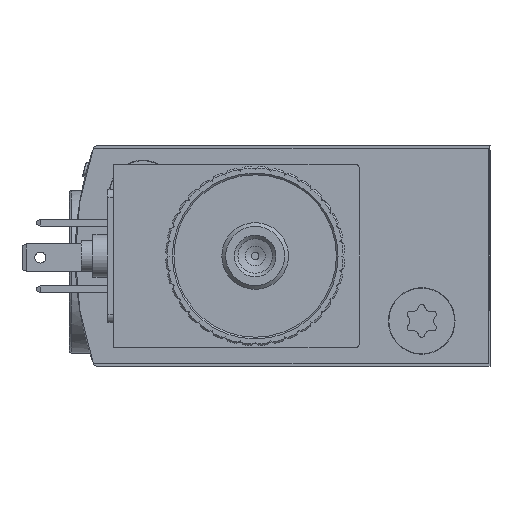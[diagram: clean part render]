
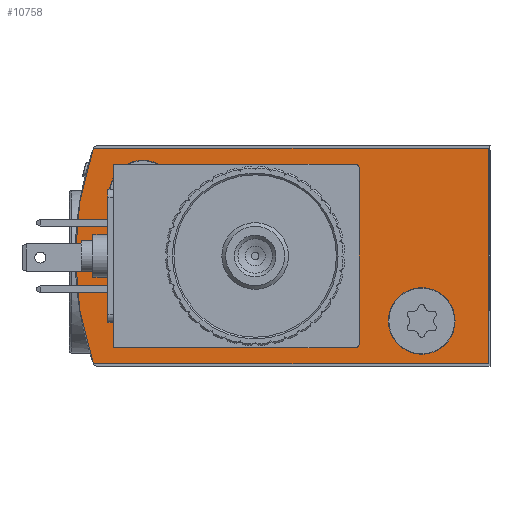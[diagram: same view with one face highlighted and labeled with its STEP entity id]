
A CAD part, left-side view. The second image highlights one B-rep face of the part: STEP entity #10758.
In plain terms, the highlighted planar face has unit normal (-1, 0, 0).
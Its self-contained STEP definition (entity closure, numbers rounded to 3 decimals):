
#797=LINE('',#18481,#1727);
#800=LINE('',#18489,#1730);
#803=LINE('',#18495,#1733);
#1727=VECTOR('',#15161,1000.);
#1730=VECTOR('',#15168,1000.);
#1733=VECTOR('',#15173,1000.);
#3345=ORIENTED_EDGE('',*,*,#5921,.F.);
#3346=ORIENTED_EDGE('',*,*,#5922,.T.);
#3347=ORIENTED_EDGE('',*,*,#5923,.T.);
#3348=ORIENTED_EDGE('',*,*,#5904,.F.);
#3349=ORIENTED_EDGE('',*,*,#5888,.F.);
#3350=ORIENTED_EDGE('',*,*,#5917,.F.);
#3351=ORIENTED_EDGE('',*,*,#5914,.F.);
#3352=ORIENTED_EDGE('',*,*,#5911,.F.);
#3353=ORIENTED_EDGE('',*,*,#5907,.F.);
#5888=EDGE_CURVE('',#7277,#7278,#8159,.T.);
#5904=EDGE_CURVE('',#7278,#7293,#8167,.T.);
#5907=EDGE_CURVE('',#7293,#7295,#797,.T.);
#5911=EDGE_CURVE('',#7295,#7298,#800,.T.);
#5914=EDGE_CURVE('',#7298,#7300,#803,.T.);
#5917=EDGE_CURVE('',#7300,#7277,#8170,.T.);
#5921=EDGE_CURVE('',#7304,#7304,#8174,.F.);
#5922=EDGE_CURVE('',#7305,#7305,#8175,.T.);
#5923=EDGE_CURVE('',#7306,#7306,#8176,.T.);
#7277=VERTEX_POINT('',#18443);
#7278=VERTEX_POINT('',#18444);
#7293=VERTEX_POINT('',#18476);
#7295=VERTEX_POINT('',#18482);
#7298=VERTEX_POINT('',#18490);
#7300=VERTEX_POINT('',#18496);
#7304=VERTEX_POINT('',#18510);
#7305=VERTEX_POINT('',#18512);
#7306=VERTEX_POINT('',#18514);
#8159=CIRCLE('',#13288,39.5);
#8167=CIRCLE('',#13297,0.2);
#8170=CIRCLE('',#13304,0.2);
#8174=CIRCLE('',#13310,5.);
#8175=CIRCLE('',#13311,4.);
#8176=CIRCLE('',#13312,4.);
#8762=EDGE_LOOP('',(#3345));
#8763=EDGE_LOOP('',(#3346));
#8764=EDGE_LOOP('',(#3347));
#8765=EDGE_LOOP('',(#3348,#3349,#3350,#3351,#3352,#3353));
#9613=FACE_BOUND('',#8762,.T.);
#9614=FACE_BOUND('',#8763,.T.);
#9615=FACE_BOUND('',#8764,.T.);
#9616=FACE_BOUND('',#8765,.T.);
#10320=PLANE('',#13309);
#10758=ADVANCED_FACE('',(#9613,#9614,#9615,#9616),#10320,.F.);
#13288=AXIS2_PLACEMENT_3D('',#18442,#15128,#15129);
#13297=AXIS2_PLACEMENT_3D('',#18475,#15154,#15155);
#13304=AXIS2_PLACEMENT_3D('',#18501,#15178,#15179);
#13309=AXIS2_PLACEMENT_3D('',#18508,#15188,#15189);
#13310=AXIS2_PLACEMENT_3D('',#18509,#15190,#15191);
#13311=AXIS2_PLACEMENT_3D('',#18511,#15192,#15193);
#13312=AXIS2_PLACEMENT_3D('',#18513,#15194,#15195);
#15128=DIRECTION('',(1.,0.,0.));
#15129=DIRECTION('',(0.,0.,-1.));
#15154=DIRECTION('',(1.,0.,0.));
#15155=DIRECTION('',(0.,0.,-1.));
#15161=DIRECTION('',(0.,-1.,0.));
#15168=DIRECTION('',(0.,0.,-1.));
#15173=DIRECTION('',(0.,1.,0.));
#15178=DIRECTION('',(1.,0.,0.));
#15179=DIRECTION('',(0.,0.,-1.));
#15188=DIRECTION('',(1.,0.,0.));
#15189=DIRECTION('',(0.,0.,-1.));
#15190=DIRECTION('',(1.,0.,0.));
#15191=DIRECTION('',(0.,0.,-1.));
#15192=DIRECTION('',(1.,0.,0.));
#15193=DIRECTION('',(0.,0.,-1.));
#15194=DIRECTION('',(1.,0.,0.));
#15195=DIRECTION('',(0.,0.,-1.));
#18442=CARTESIAN_POINT('',(0.,10.3,0.));
#18443=CARTESIAN_POINT('',(0.,47.663,-12.815));
#18444=CARTESIAN_POINT('',(0.,47.663,12.815));
#18475=CARTESIAN_POINT('',(0.,47.474,12.75));
#18476=CARTESIAN_POINT('',(0.,47.474,12.95));
#18481=CARTESIAN_POINT('',(0.,47.474,12.95));
#18482=CARTESIAN_POINT('',(0.,0.2,12.95));
#18489=CARTESIAN_POINT('',(0.,0.2,12.95));
#18490=CARTESIAN_POINT('',(0.,0.2,-12.95));
#18495=CARTESIAN_POINT('',(0.,0.2,-12.95));
#18496=CARTESIAN_POINT('',(0.,47.474,-12.95));
#18501=CARTESIAN_POINT('',(0.,47.474,-12.75));
#18508=CARTESIAN_POINT('',(0.,47.474,12.75));
#18509=CARTESIAN_POINT('',(0.,28.2,0.));
#18510=CARTESIAN_POINT('',(0.,28.2,-5.));
#18511=CARTESIAN_POINT('',(0.,41.7,7.5));
#18512=CARTESIAN_POINT('',(0.,41.7,3.5));
#18513=CARTESIAN_POINT('',(0.,8.2,-7.8));
#18514=CARTESIAN_POINT('',(0.,8.2,-11.8));
